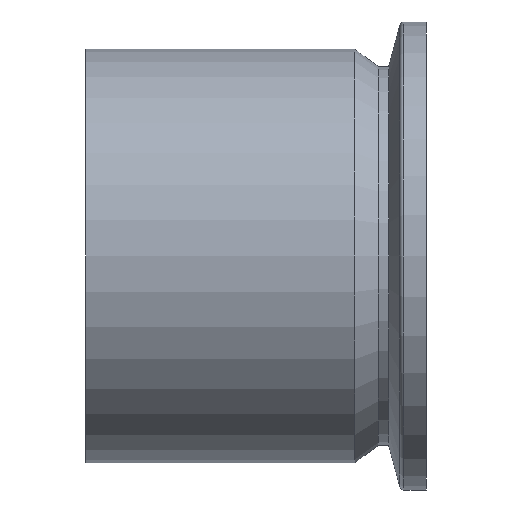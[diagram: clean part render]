
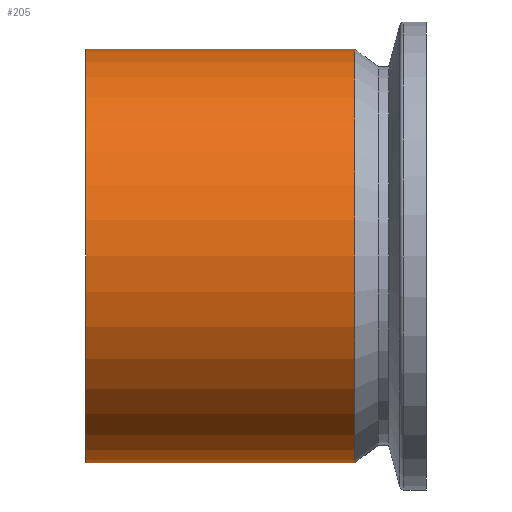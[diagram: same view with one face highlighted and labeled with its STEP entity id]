
A CAD part, front view. The second image highlights one B-rep face of the part: STEP entity #205.
In plain terms, the highlighted cylindrical face has radius 24.3 mm (diameter 48.6 mm), a full revolution.
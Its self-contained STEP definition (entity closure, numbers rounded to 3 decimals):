
#15 = EDGE_LOOP ( 'NONE', ( #259 ) ) ;
#25 = CARTESIAN_POINT ( 'NONE',  ( -8.407, 0., 24.3 ) ) ;
#32 = DIRECTION ( 'NONE',  ( 0., 0., 1. ) ) ;
#33 = EDGE_CURVE ( 'NONE', #152, #152, #164, .T. ) ;
#35 = DIRECTION ( 'NONE',  ( 0., 0., 1. ) ) ;
#36 = ORIENTED_EDGE ( 'NONE', *, *, #57, .T. ) ;
#37 = VERTEX_POINT ( 'NONE', #25 ) ;
#50 = CIRCLE ( 'NONE', #106, 24.3 ) ;
#57 = EDGE_CURVE ( 'NONE', #37, #37, #50, .T. ) ;
#64 = AXIS2_PLACEMENT_3D ( 'NONE', #100, #253, #96 ) ;
#89 = CARTESIAN_POINT ( 'NONE',  ( -40., 0., 24.3 ) ) ;
#96 = DIRECTION ( 'NONE',  ( 0., 0., 1. ) ) ;
#100 = CARTESIAN_POINT ( 'NONE',  ( -40., 0., 0. ) ) ;
#106 = AXIS2_PLACEMENT_3D ( 'NONE', #158, #157, #32 ) ;
#112 = FACE_OUTER_BOUND ( 'NONE', #15, .T. ) ;
#151 = EDGE_LOOP ( 'NONE', ( #36 ) ) ;
#152 = VERTEX_POINT ( 'NONE', #89 ) ;
#157 = DIRECTION ( 'NONE',  ( -1., 0., 0. ) ) ;
#158 = CARTESIAN_POINT ( 'NONE',  ( -8.407, 0., 0. ) ) ;
#164 = CIRCLE ( 'NONE', #64, 24.3 ) ;
#205 = ADVANCED_FACE ( 'NONE', ( #222, #112 ), #231, .T. ) ;
#222 = FACE_OUTER_BOUND ( 'NONE', #151, .T. ) ;
#231 = CYLINDRICAL_SURFACE ( 'NONE', #241, 24.3 ) ;
#241 = AXIS2_PLACEMENT_3D ( 'NONE', #258, #243, #35 ) ;
#243 = DIRECTION ( 'NONE',  ( -1., 0., 0. ) ) ;
#253 = DIRECTION ( 'NONE',  ( -1., 0., 0. ) ) ;
#258 = CARTESIAN_POINT ( 'NONE',  ( 0., 0., 0. ) ) ;
#259 = ORIENTED_EDGE ( 'NONE', *, *, #33, .F. ) ;
